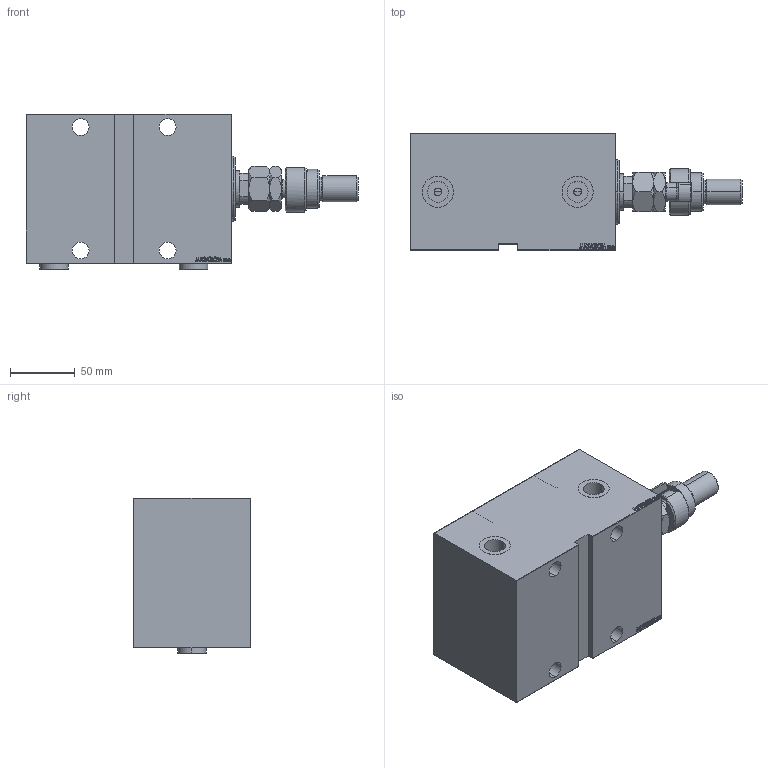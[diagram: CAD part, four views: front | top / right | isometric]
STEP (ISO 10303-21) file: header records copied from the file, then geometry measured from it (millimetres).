
FILE_DESCRIPTION (( 'STEP AP203' ), '1' );
FILE_NAME ('af56.STEP', '2024-02-12T19:59:44', ( '' ), ( '' ), 'SwSTEP 2.0', 'SolidWorks 2019', '' );
FILE_SCHEMA (( 'CONFIG_CONTROL_DESIGN' ));
Length unit declared in the file: millimetre
Products named in the file (8): af56; V450CM_E_Body 450ad73ff4ae85d2e91982fbd4546e55; FEMALE_PART_FOR_DFA 450ad73ff4ae85d2e91982fbd4546e55; V450CM_VC_B 450ad73ff4ae85d2e91982fbd4546e55; DFA 450ad73ff4ae85d2e91982fbd4546e55; MFA 450ad73ff4ae85d2e91982fbd4546e55; Zatka_OIL_PORT 450ad73ff4ae85d2e91982fbd4546e55; V450CM_E_VCP 450ad73ff4ae85d2e91982fbd4546e55
Assembly tree (8 placements, depth 3):
  af56
    V450CM_E_Body 450ad73ff4ae85d2e91982fbd4546e55
    V450CM_E_VCP 450ad73ff4ae85d2e91982fbd4546e55
    V450CM_VC_B 450ad73ff4ae85d2e91982fbd4546e55
    DFA 450ad73ff4ae85d2e91982fbd4546e55
      FEMALE_PART_FOR_DFA 450ad73ff4ae85d2e91982fbd4546e55
      MFA 450ad73ff4ae85d2e91982fbd4546e55
    Zatka_OIL_PORT 450ad73ff4ae85d2e91982fbd4546e55  x2
Bounding box: 255.5 x 90 x 119.9 mm (x, y, z)
Volume: 1418723.3 mm3; surface area: 189728.1 mm2
Topology: 7 solids, 7 shells, 997 faces, 2502 edges, 1637 vertices
Faces by surface type: plane 474, bspline 380, cylinder 81, cone 58, torus 4
Entity records: 47222 total; most frequent: CARTESIAN_POINT 25413, ORIENTED_EDGE 4920, DIRECTION 3070, EDGE_CURVE 2460, VERTEX_POINT 1613, LINE 1418, VECTOR 1418, EDGE_LOOP 1111
